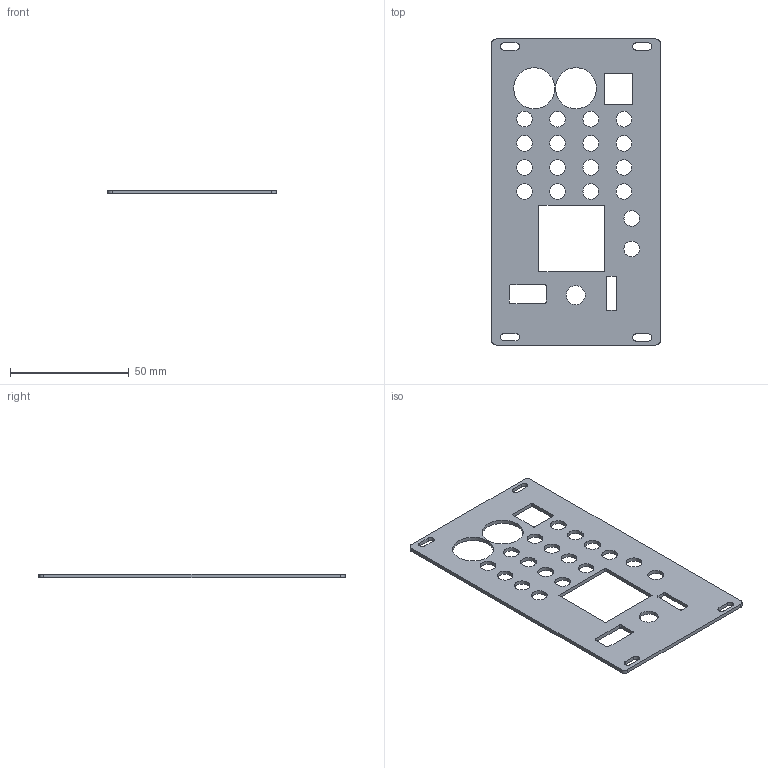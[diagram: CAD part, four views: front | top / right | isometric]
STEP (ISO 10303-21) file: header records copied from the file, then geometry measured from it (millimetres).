
FILE_DESCRIPTION(('KiCad electronic assembly'),'2;1');
FILE_NAME('front-panel.step','2020-10-14T12:30:04',('An Author'),( 'A Company'),'Open CASCADE STEP processor 6.9', 'KiCad to STEP converter','Unknown');
FILE_SCHEMA(('AUTOMOTIVE_DESIGN { 1 0 10303 214 1 1 1 1 }'));
Length unit declared in the file: millimetre
Products named in the file (2): Open CASCADE STEP translator 6.9 1; COMPOUND
Assembly tree (1 placements, depth 2):
  Open CASCADE STEP translator 6.9 1
    COMPOUND
Bounding box: 71.12 x 128.91 x 1.6 mm (x, y, z)
Volume: 10896.3 mm3; surface area: 15582.5 mm2
Topology: 1 solids, 1 shells, 79 faces, 231 edges, 154 vertices
Faces by surface type: cylinder 49, plane 30
Full cylindrical faces by diameter (mm): 6.609 x18, 8 x1, 17.3 x2
Entity records: 5829 total; most frequent: DIRECTION 953, CARTESIAN_POINT 928, LINE 497, VECTOR 497, ORIENTED_EDGE 462, PCURVE 462, DEFINITIONAL_REPRESENTATION 462, EDGE_CURVE 231
